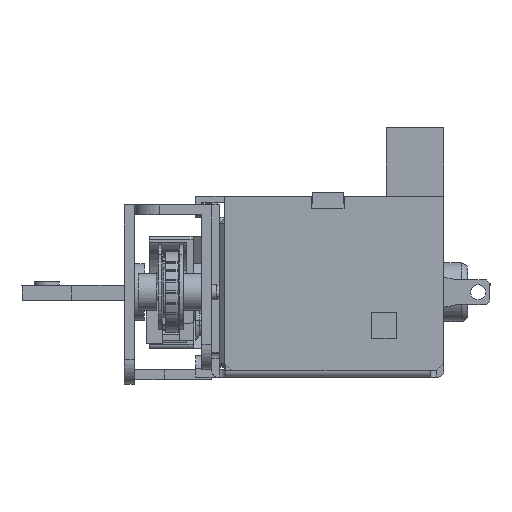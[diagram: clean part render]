
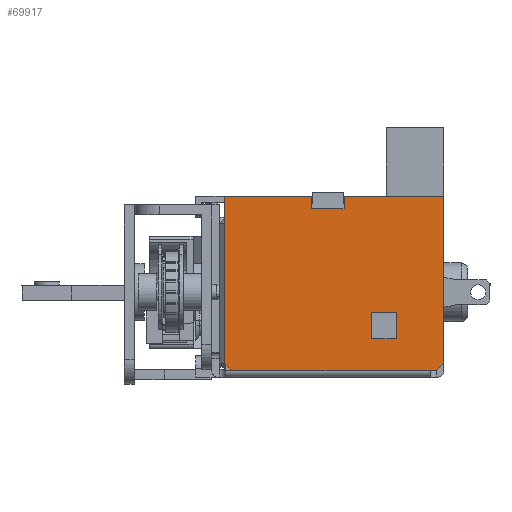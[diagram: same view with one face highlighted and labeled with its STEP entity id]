
A CAD part, left-side view. The second image highlights one B-rep face of the part: STEP entity #69917.
In plain terms, the highlighted planar face has unit normal (-1, 0, 0).
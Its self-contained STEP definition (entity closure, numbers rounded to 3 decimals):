
#64815=CARTESIAN_POINT('',(153.757,-10.902,-11.521));
#64816=VERTEX_POINT('',#64815);
#64823=CARTESIAN_POINT('',(153.757,-10.902,-24.521));
#64824=VERTEX_POINT('',#64823);
#64825=CARTESIAN_POINT('',(153.757,-10.902,-11.521));
#64826=DIRECTION('',(0.0,0.0,-1.0));
#64827=VECTOR('',#64826,13.);
#64828=LINE('',#64825,#64827);
#64829=EDGE_CURVE('',#64816,#64824,#64828,.T.);
#65004=CARTESIAN_POINT('',(153.757,6.698,-11.521));
#65005=VERTEX_POINT('',#65004);
#65012=CARTESIAN_POINT('',(153.757,-0.302,-11.521));
#65013=VERTEX_POINT('',#65012);
#65014=CARTESIAN_POINT('',(153.757,6.698,-11.521));
#65015=DIRECTION('',(0.0,-1.0,0.0));
#65016=VECTOR('',#65015,7.);
#65017=LINE('',#65014,#65016);
#65018=EDGE_CURVE('',#65005,#65013,#65017,.T.);
#65036=CARTESIAN_POINT('',(153.757,-2.902,-11.521));
#65037=VERTEX_POINT('',#65036);
#65044=CARTESIAN_POINT('',(153.757,-2.902,-11.521));
#65045=DIRECTION('',(0.0,-1.0,0.0));
#65046=VECTOR('',#65045,8.);
#65047=LINE('',#65044,#65046);
#65048=EDGE_CURVE('',#65037,#64816,#65047,.T.);
#69819=CARTESIAN_POINT('',(153.757,6.698,-11.521));
#69820=DIRECTION('',(-1.0,0.0,0.0));
#69821=DIRECTION('',(0.0,0.0,1.0));
#69822=AXIS2_PLACEMENT_3D('',#69819,#69820,#69821);
#69823=PLANE('',#69822);
#69824=CARTESIAN_POINT('',(153.757,-0.302,-12.521));
#69825=VERTEX_POINT('',#69824);
#69826=CARTESIAN_POINT('',(153.757,-0.302,-12.521));
#69827=DIRECTION('',(0.0,0.0,1.0));
#69828=VECTOR('',#69827,1.0);
#69829=LINE('',#69826,#69828);
#69830=EDGE_CURVE('',#69825,#65013,#69829,.T.);
#69831=ORIENTED_EDGE('',*,*,#69830,.T.);
#69832=ORIENTED_EDGE('',*,*,#65018,.F.);
#69833=CARTESIAN_POINT('',(153.757,6.698,-24.521));
#69834=VERTEX_POINT('',#69833);
#69835=CARTESIAN_POINT('',(153.757,6.698,-11.521));
#69836=DIRECTION('',(0.0,0.0,-1.0));
#69837=VECTOR('',#69836,13.);
#69838=LINE('',#69835,#69837);
#69839=EDGE_CURVE('',#65005,#69834,#69838,.T.);
#69840=ORIENTED_EDGE('',*,*,#69839,.T.);
#69841=CARTESIAN_POINT('',(153.757,5.698,-25.521));
#69842=VERTEX_POINT('',#69841);
#69843=CARTESIAN_POINT('',(153.757,5.698,-24.521));
#69844=DIRECTION('',(-1.0,0.0,0.0));
#69845=DIRECTION('',(0.0,1.0,0.0));
#69846=AXIS2_PLACEMENT_3D('',#69843,#69844,#69845);
#69847=CIRCLE('',#69846,1.0);
#69848=EDGE_CURVE('',#69834,#69842,#69847,.T.);
#69849=ORIENTED_EDGE('',*,*,#69848,.T.);
#69850=CARTESIAN_POINT('',(153.757,-9.902,-25.521));
#69851=VERTEX_POINT('',#69850);
#69852=CARTESIAN_POINT('',(153.757,5.698,-25.521));
#69853=DIRECTION('',(0.0,-1.0,0.0));
#69854=VECTOR('',#69853,15.6);
#69855=LINE('',#69852,#69854);
#69856=EDGE_CURVE('',#69842,#69851,#69855,.T.);
#69857=ORIENTED_EDGE('',*,*,#69856,.T.);
#69858=CARTESIAN_POINT('',(153.757,-9.902,-24.521));
#69859=DIRECTION('',(-1.0,0.0,0.0));
#69860=DIRECTION('',(0.0,0.0,-1.0));
#69861=AXIS2_PLACEMENT_3D('',#69858,#69859,#69860);
#69862=CIRCLE('',#69861,1.0);
#69863=EDGE_CURVE('',#69851,#64824,#69862,.T.);
#69864=ORIENTED_EDGE('',*,*,#69863,.T.);
#69865=ORIENTED_EDGE('',*,*,#64829,.F.);
#69866=ORIENTED_EDGE('',*,*,#65048,.F.);
#69867=CARTESIAN_POINT('',(153.757,-2.902,-12.521));
#69868=VERTEX_POINT('',#69867);
#69869=CARTESIAN_POINT('',(153.757,-2.902,-11.521));
#69870=DIRECTION('',(0.0,0.0,-1.0));
#69871=VECTOR('',#69870,1.);
#69872=LINE('',#69869,#69871);
#69873=EDGE_CURVE('',#65037,#69868,#69872,.T.);
#69874=ORIENTED_EDGE('',*,*,#69873,.T.);
#69875=CARTESIAN_POINT('',(153.757,-2.902,-12.521));
#69876=DIRECTION('',(0.0,1.0,0.0));
#69877=VECTOR('',#69876,2.6);
#69878=LINE('',#69875,#69877);
#69879=EDGE_CURVE('',#69868,#69825,#69878,.T.);
#69880=ORIENTED_EDGE('',*,*,#69879,.T.);
#69881=EDGE_LOOP('',(#69831,#69832,#69840,#69849,#69857,#69864,#69865,#69866,#69874,#69880));
#69882=FACE_OUTER_BOUND('',#69881,.T.);
#69883=CARTESIAN_POINT('',(153.757,-7.102,-22.94));
#69884=VERTEX_POINT('',#69883);
#69885=CARTESIAN_POINT('',(153.757,-5.102,-22.94));
#69886=VERTEX_POINT('',#69885);
#69887=CARTESIAN_POINT('',(153.757,-7.102,-22.94));
#69888=DIRECTION('',(0.0,1.0,0.0));
#69889=VECTOR('',#69888,2.0);
#69890=LINE('',#69887,#69889);
#69891=EDGE_CURVE('',#69884,#69886,#69890,.T.);
#69892=ORIENTED_EDGE('',*,*,#69891,.T.);
#69893=CARTESIAN_POINT('',(153.757,-5.102,-20.821));
#69894=VERTEX_POINT('',#69893);
#69895=CARTESIAN_POINT('',(153.757,-5.102,-22.94));
#69896=DIRECTION('',(0.0,0.0,1.0));
#69897=VECTOR('',#69896,2.12);
#69898=LINE('',#69895,#69897);
#69899=EDGE_CURVE('',#69886,#69894,#69898,.T.);
#69900=ORIENTED_EDGE('',*,*,#69899,.T.);
#69901=CARTESIAN_POINT('',(153.757,-7.102,-20.821));
#69902=VERTEX_POINT('',#69901);
#69903=CARTESIAN_POINT('',(153.757,-5.102,-20.821));
#69904=DIRECTION('',(0.0,-1.0,0.0));
#69905=VECTOR('',#69904,2.);
#69906=LINE('',#69903,#69905);
#69907=EDGE_CURVE('',#69894,#69902,#69906,.T.);
#69908=ORIENTED_EDGE('',*,*,#69907,.T.);
#69909=CARTESIAN_POINT('',(153.757,-7.102,-20.821));
#69910=DIRECTION('',(0.0,0.0,-1.0));
#69911=VECTOR('',#69910,2.12);
#69912=LINE('',#69909,#69911);
#69913=EDGE_CURVE('',#69902,#69884,#69912,.T.);
#69914=ORIENTED_EDGE('',*,*,#69913,.T.);
#69915=EDGE_LOOP('',(#69892,#69900,#69908,#69914));
#69916=FACE_BOUND('',#69915,.T.);
#69917=ADVANCED_FACE('',(#69882,#69916),#69823,.T.);
